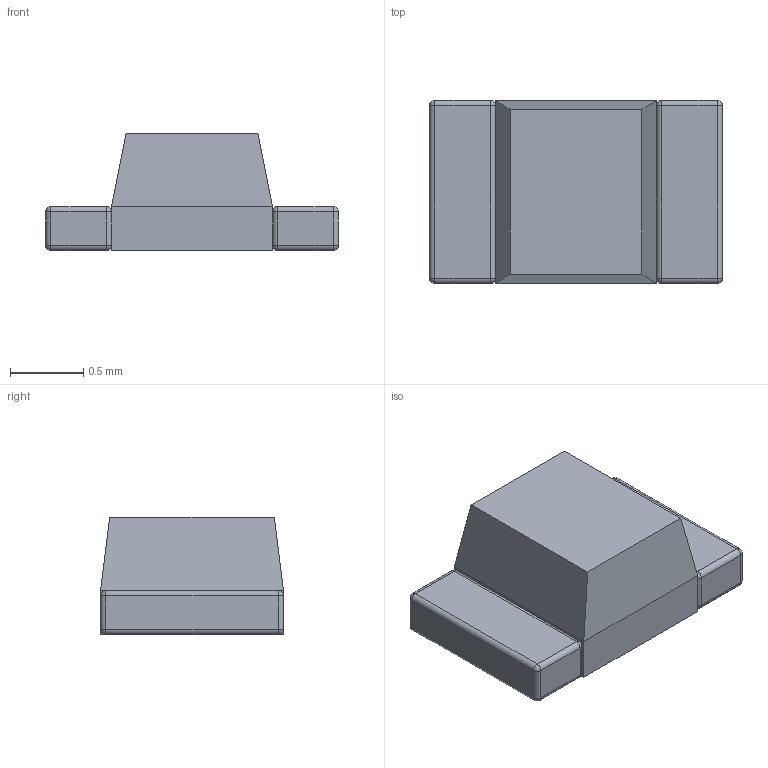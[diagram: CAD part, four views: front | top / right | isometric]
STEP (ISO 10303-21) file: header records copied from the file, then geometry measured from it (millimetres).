
FILE_DESCRIPTION(/* description */ (''),/* implementation_level */ '2;1');
FILE_NAME(/* name */ 'LED-0805 - LEDC2012X80N v1.step',/* time_stamp */ '2022-07-01T14:47:39-07:00',/* author */ (''),/* organization */ (''),/* preprocessor_version */ 'ST-DEVELOPER v19',/* originating_system */ 'Autodesk Translation Framework v11.7.0.108',/* authorisation */ '');
FILE_SCHEMA (('AUTOMOTIVE_DESIGN { 1 0 10303 214 3 1 1 }'));
Length unit declared in the file: millimetre
Products named in the file (2): LED-0805 - LEDC2012X80N; Model
Assembly tree (1 placements, depth 2):
  LED-0805 - LEDC2012X80N
    Model
Bounding box: 2 x 1.25 x 0.8 mm (x, y, z)
Volume: 1.3 mm3; surface area: 12.9 mm2
Topology: 5 solids, 5 shells, 70 faces, 132 edges, 72 vertices
Faces by surface type: plane 30, cylinder 24, sphere 16
Entity records: 1777 total; most frequent: DIRECTION 326, CARTESIAN_POINT 277, ORIENTED_EDGE 264, EDGE_CURVE 132, AXIS2_PLACEMENT_3D 121, LINE 84, VECTOR 84, VERTEX_POINT 72
